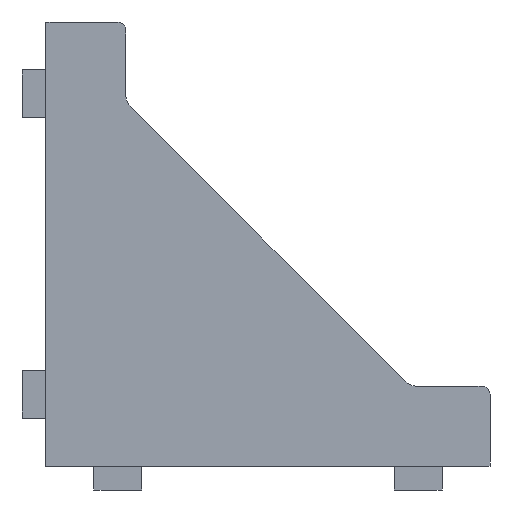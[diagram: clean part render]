
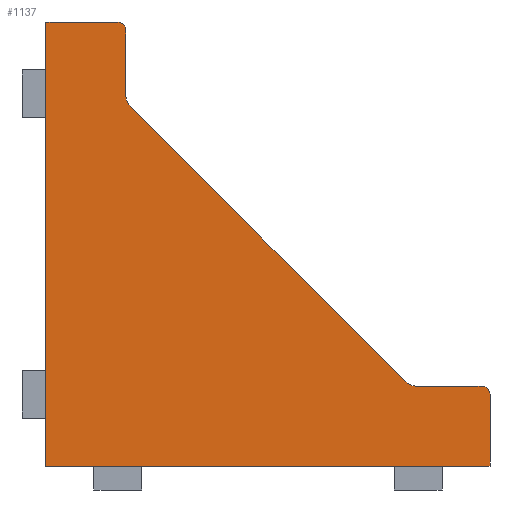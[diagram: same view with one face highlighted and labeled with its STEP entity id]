
A CAD part, left-side view. The second image highlights one B-rep face of the part: STEP entity #1137.
In plain terms, the highlighted planar face has unit normal (-1, 0, 0).
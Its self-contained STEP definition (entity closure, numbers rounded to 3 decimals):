
#19 = CIRCLE ( 'NONE', #841, 0.5 ) ;
#22 = DIRECTION ( 'NONE',  ( 0., -1., 0. ) ) ;
#41 = LINE ( 'NONE', #1588, #1386 ) ;
#64 = VERTEX_POINT ( 'NONE', #223 ) ;
#76 = LINE ( 'NONE', #319, #1030 ) ;
#86 = CIRCLE ( 'NONE', #446, 0.5 ) ;
#102 = DIRECTION ( 'NONE',  ( 0., 0., 1. ) ) ;
#110 = ORIENTED_EDGE ( 'NONE', *, *, #303, .F. ) ;
#112 = ORIENTED_EDGE ( 'NONE', *, *, #1463, .T. ) ;
#118 = VECTOR ( 'NONE', #1426, 1000. ) ;
#128 = DIRECTION ( 'NONE',  ( 0., 0., 1. ) ) ;
#134 = ORIENTED_EDGE ( 'NONE', *, *, #1156, .F. ) ;
#140 = EDGE_CURVE ( 'NONE', #156, #1329, #19, .T. ) ;
#156 = VERTEX_POINT ( 'NONE', #745 ) ;
#167 = DIRECTION ( 'NONE',  ( 0., 0., 1. ) ) ;
#172 = PLANE ( 'NONE',  #563 ) ;
#199 = EDGE_CURVE ( 'NONE', #1412, #981, #441, .T. ) ;
#223 = CARTESIAN_POINT ( 'NONE',  ( -10., 8.9, 23.214 ) ) ;
#254 = VECTOR ( 'NONE', #167, 1000. ) ;
#275 = EDGE_LOOP ( 'NONE', ( #1505, #112, #1177, #476, #1250, #110, #134, #930, #1491, #1095, #1184 ) ) ;
#276 = DIRECTION ( 'NONE',  ( -1., 0., 0. ) ) ;
#282 = DIRECTION ( 'NONE',  ( 0., 0., 1. ) ) ;
#303 = EDGE_CURVE ( 'NONE', #457, #962, #1540, .T. ) ;
#319 = CARTESIAN_POINT ( 'NONE',  ( -10., 8.9, 5. ) ) ;
#327 = EDGE_CURVE ( 'NONE', #962, #1329, #1062, .T. ) ;
#345 = EDGE_CURVE ( 'NONE', #1556, #755, #86, .T. ) ;
#361 = CARTESIAN_POINT ( 'NONE',  ( -10., -9.314, 6. ) ) ;
#441 = CIRCLE ( 'NONE', #1174, 1. ) ;
#446 = AXIS2_PLACEMENT_3D ( 'NONE', #904, #276, #1154 ) ;
#457 = VERTEX_POINT ( 'NONE', #1180 ) ;
#476 = ORIENTED_EDGE ( 'NONE', *, *, #140, .T. ) ;
#557 = LINE ( 'NONE', #898, #254 ) ;
#563 = AXIS2_PLACEMENT_3D ( 'NONE', #1553, #569, #1048 ) ;
#569 = DIRECTION ( 'NONE',  ( -1., 0., 0. ) ) ;
#571 = EDGE_CURVE ( 'NONE', #755, #1412, #76, .T. ) ;
#586 = CARTESIAN_POINT ( 'NONE',  ( -10., 9.4, 27.8 ) ) ;
#592 = LINE ( 'NONE', #607, #1033 ) ;
#604 = EDGE_CURVE ( 'NONE', #981, #886, #41, .T. ) ;
#607 = CARTESIAN_POINT ( 'NONE',  ( -10., 8.9, 27.8 ) ) ;
#645 = CARTESIAN_POINT ( 'NONE',  ( -10., -9.314, 5. ) ) ;
#689 = EDGE_CURVE ( 'NONE', #64, #156, #592, .T. ) ;
#739 = CARTESIAN_POINT ( 'NONE',  ( -10., -13.4, 5. ) ) ;
#745 = CARTESIAN_POINT ( 'NONE',  ( -10., 8.9, 27.3 ) ) ;
#755 = VERTEX_POINT ( 'NONE', #739 ) ;
#795 = LINE ( 'NONE', #1057, #118 ) ;
#834 = FACE_OUTER_BOUND ( 'NONE', #275, .T. ) ;
#840 = CARTESIAN_POINT ( 'NONE',  ( -10., -13.9, 0. ) ) ;
#841 = AXIS2_PLACEMENT_3D ( 'NONE', #880, #998, #1247 ) ;
#880 = CARTESIAN_POINT ( 'NONE',  ( -10., 9.4, 27.3 ) ) ;
#886 = VERTEX_POINT ( 'NONE', #1494 ) ;
#898 = CARTESIAN_POINT ( 'NONE',  ( -10., -13.9, 0. ) ) ;
#904 = CARTESIAN_POINT ( 'NONE',  ( -10., -13.4, 4.5 ) ) ;
#919 = CARTESIAN_POINT ( 'NONE',  ( -10., -8.607, 5.293 ) ) ;
#930 = ORIENTED_EDGE ( 'NONE', *, *, #1585, .T. ) ;
#962 = VERTEX_POINT ( 'NONE', #1280 ) ;
#981 = VERTEX_POINT ( 'NONE', #919 ) ;
#998 = DIRECTION ( 'NONE',  ( -1., 0., 0. ) ) ;
#1029 = CARTESIAN_POINT ( 'NONE',  ( -10., 13.9, 27.8 ) ) ;
#1030 = VECTOR ( 'NONE', #1084, 1000. ) ;
#1033 = VECTOR ( 'NONE', #102, 1000. ) ;
#1048 = DIRECTION ( 'NONE',  ( 0., 0., 1. ) ) ;
#1057 = CARTESIAN_POINT ( 'NONE',  ( -10., 8.9, 0. ) ) ;
#1062 = LINE ( 'NONE', #1533, #1079 ) ;
#1079 = VECTOR ( 'NONE', #22, 1000. ) ;
#1084 = DIRECTION ( 'NONE',  ( 0., 1., 0. ) ) ;
#1092 = CIRCLE ( 'NONE', #1193, 1. ) ;
#1095 = ORIENTED_EDGE ( 'NONE', *, *, #571, .T. ) ;
#1125 = DIRECTION ( 'NONE',  ( 0., 0., 1. ) ) ;
#1126 = DIRECTION ( 'NONE',  ( 1., 0., 0. ) ) ;
#1137 = ADVANCED_FACE ( 'NONE', ( #834 ), #172, .T. ) ;
#1154 = DIRECTION ( 'NONE',  ( 0., 0., 1. ) ) ;
#1156 = EDGE_CURVE ( 'NONE', #1352, #457, #795, .T. ) ;
#1174 = AXIS2_PLACEMENT_3D ( 'NONE', #361, #1126, #128 ) ;
#1177 = ORIENTED_EDGE ( 'NONE', *, *, #689, .T. ) ;
#1180 = CARTESIAN_POINT ( 'NONE',  ( -10., 13.9, 0. ) ) ;
#1184 = ORIENTED_EDGE ( 'NONE', *, *, #199, .T. ) ;
#1193 = AXIS2_PLACEMENT_3D ( 'NONE', #1263, #1246, #1125 ) ;
#1246 = DIRECTION ( 'NONE',  ( 1., 0., 0. ) ) ;
#1247 = DIRECTION ( 'NONE',  ( 0., 0., 1. ) ) ;
#1250 = ORIENTED_EDGE ( 'NONE', *, *, #327, .F. ) ;
#1263 = CARTESIAN_POINT ( 'NONE',  ( -10., 7.9, 23.214 ) ) ;
#1280 = CARTESIAN_POINT ( 'NONE',  ( -10., 13.9, 27.8 ) ) ;
#1286 = CARTESIAN_POINT ( 'NONE',  ( -10., -13.9, 4.5 ) ) ;
#1329 = VERTEX_POINT ( 'NONE', #586 ) ;
#1352 = VERTEX_POINT ( 'NONE', #840 ) ;
#1386 = VECTOR ( 'NONE', #1457, 1000. ) ;
#1401 = VECTOR ( 'NONE', #282, 1000. ) ;
#1412 = VERTEX_POINT ( 'NONE', #645 ) ;
#1426 = DIRECTION ( 'NONE',  ( 0., 1., 0. ) ) ;
#1457 = DIRECTION ( 'NONE',  ( 0., 0.707, 0.707 ) ) ;
#1463 = EDGE_CURVE ( 'NONE', #886, #64, #1092, .T. ) ;
#1491 = ORIENTED_EDGE ( 'NONE', *, *, #345, .T. ) ;
#1494 = CARTESIAN_POINT ( 'NONE',  ( -10., 8.607, 22.507 ) ) ;
#1505 = ORIENTED_EDGE ( 'NONE', *, *, #604, .T. ) ;
#1533 = CARTESIAN_POINT ( 'NONE',  ( -10., 13.9, 27.8 ) ) ;
#1540 = LINE ( 'NONE', #1029, #1401 ) ;
#1553 = CARTESIAN_POINT ( 'NONE',  ( -10., 0., 0. ) ) ;
#1556 = VERTEX_POINT ( 'NONE', #1286 ) ;
#1585 = EDGE_CURVE ( 'NONE', #1352, #1556, #557, .T. ) ;
#1588 = CARTESIAN_POINT ( 'NONE',  ( -10., -8.9, 5. ) ) ;
